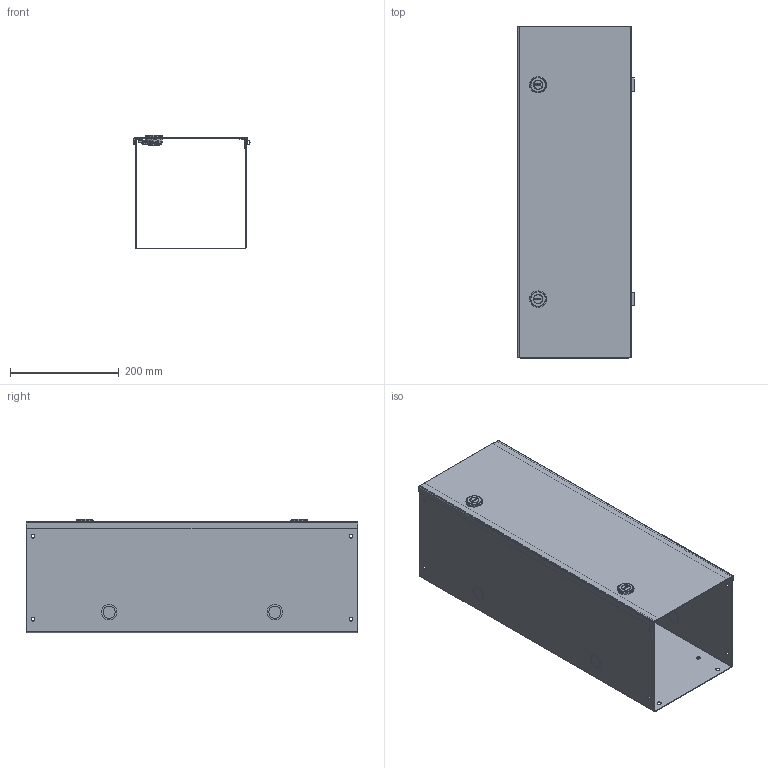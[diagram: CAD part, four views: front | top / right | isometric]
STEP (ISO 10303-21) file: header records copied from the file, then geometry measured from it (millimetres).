
FILE_DESCRIPTION(/* description */ ('1100SS 24" x 8" x 8" Assembly'),/* implementation_level */ '2;1');
FILE_NAME(/* name */ '1100SS8024.stp',/* time_stamp */ '2025-05-20T22:18:02-04:00',/* author */ ('BoxCad'),/* organization */ (''),/* preprocessor_version */ 'ST-DEVELOPER v20',/* originating_system */ 'Autodesk Inventor 2024',/* authorisation */ '');
FILE_SCHEMA (('AUTOMOTIVE_DESIGN { 1 0 10303 214 3 1 1 }'));
Products named in the file (11): 1100SS8024; 1100SS8024B; 1100SS8024B-P; 1100SS8024C; 1100SS8024C-P; STK-P-02400S; STK-Q-33361; STK-A-880SCQ1-SL-1; STK-A-880SCQ1-SL-2; STK-Q-78631; STK-Q-78644
Assembly tree (14 placements, depth 4):
  1100SS8024
    1100SS8024B
      1100SS8024B-P
      STK-P-02400S
    1100SS8024C
      1100SS8024C-P
      STK-P-02400S
      STK-Q-33361  x2
      STK-A-880SCQ1-SL-1
        STK-Q-78631
        STK-Q-78644
      STK-A-880SCQ1-SL-2
        STK-Q-78631
        STK-Q-78644
Bounding box: 213.5 x 609.6 x 209.2 mm (x, y, z)
Volume: 745387 mm3; surface area: 1068987.6 mm2
Topology: 8 solids, 8 shells, 3376 faces, 8614 edges, 5198 vertices
Faces by surface type: plane 1278, cylinder 902, bspline 826, torus 212, sphere 158
Full cylindrical faces by diameter (mm): 0.762 x2, 7.137 x16, 30 x2
Entity records: 60335 total; most frequent: CARTESIAN_POINT 18307, ORIENTED_EDGE 9106, DIRECTION 7922, EDGE_CURVE 4553, VERTEX_POINT 2809, AXIS2_PLACEMENT_3D 2700, LINE 2522, VECTOR 2522
